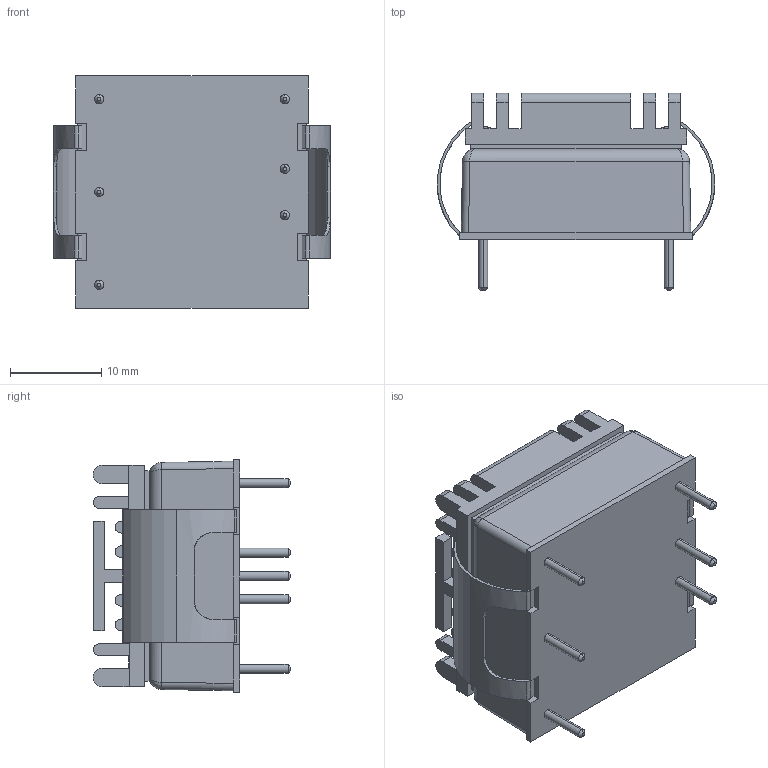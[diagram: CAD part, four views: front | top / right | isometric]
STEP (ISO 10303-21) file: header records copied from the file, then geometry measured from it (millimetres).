
FILE_DESCRIPTION (( 'STEP AP214' ), '1' );
FILE_NAME ('THN 30WI-HS.STEP', '2018-11-01T06:06:48', ( 'user' ), ( '' ), 'SwSTEP 2.0', 'SolidWorks 2016', '' );
FILE_SCHEMA (( 'AUTOMOTIVE_DESIGN' ));
Length unit declared in the file: millimetre
Products named in the file (5): THN 30WI-HS; Clamp; Heatsink; Heatfilm; Converter
Assembly tree (5 placements, depth 2):
  THN 30WI-HS
    Converter
    Heatfilm
    Heatsink
    Clamp  x2
Bounding box: 30.31 x 21.6 x 25.4 mm (x, y, z)
Volume: 8373.1 mm3; surface area: 7181.5 mm2
Topology: 5 solids, 5 shells, 363 faces, 997 edges, 642 vertices
Faces by surface type: plane 258, cylinder 89, cone 12, bspline 4
Entity records: 13758 total; most frequent: CARTESIAN_POINT 2094, ORIENTED_EDGE 1814, DIRECTION 1719, EDGE_CURVE 907, VECTOR 737, LINE 737, VERTEX_POINT 586, AXIS2_PLACEMENT_3D 491
